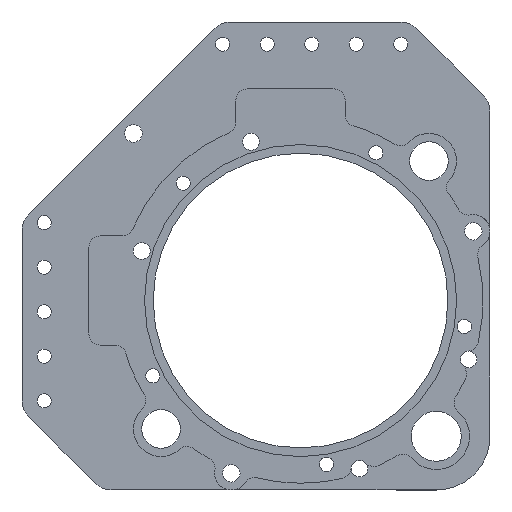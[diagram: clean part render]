
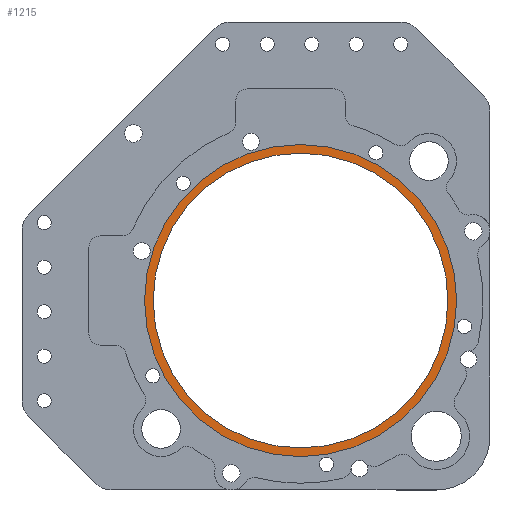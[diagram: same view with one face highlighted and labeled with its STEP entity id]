
A CAD part, front view. The second image highlights one B-rep face of the part: STEP entity #1215.
In plain terms, the highlighted planar face has unit normal (0, -1, 0).
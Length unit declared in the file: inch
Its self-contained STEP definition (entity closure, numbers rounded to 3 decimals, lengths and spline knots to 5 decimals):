
#90 = CARTESIAN_POINT ( 'NONE',  ( 0., 0.09252, 1.65354 ) ) ;
#164 = EDGE_CURVE ( 'NONE', #3481, #4015, #1821, .T. ) ;
#302 = AXIS2_PLACEMENT_3D ( 'NONE', #496, #6965, #4278 ) ;
#425 = CARTESIAN_POINT ( 'NONE',  ( 0., 0.09252, -1.65354 ) ) ;
#496 = CARTESIAN_POINT ( 'NONE',  ( 0., 0.09252, 0. ) ) ;
#577 = DIRECTION ( 'NONE',  ( 0., -1., 0. ) ) ;
#767 = EDGE_LOOP ( 'NONE', ( #2299, #2824 ) ) ;
#960 = ORIENTED_EDGE ( 'NONE', *, *, #2670, .F. ) ;
#1106 = CARTESIAN_POINT ( 'NONE',  ( 0., 0.09252, -1.7505 ) ) ;
#1116 = VERTEX_POINT ( 'NONE', #425 ) ;
#1215 = ADVANCED_FACE ( 'NONE', ( #2041, #1429 ), #5764, .T. ) ;
#1429 = FACE_OUTER_BOUND ( 'NONE', #767, .T. ) ;
#1629 = AXIS2_PLACEMENT_3D ( 'NONE', #5508, #577, #6323 ) ;
#1632 = DIRECTION ( 'NONE',  ( 0., 0., -1. ) ) ;
#1821 = CIRCLE ( 'NONE', #4407, 1.7505 ) ;
#2041 = FACE_BOUND ( 'NONE', #3023, .T. ) ;
#2299 = ORIENTED_EDGE ( 'NONE', *, *, #164, .T. ) ;
#2557 = DIRECTION ( 'NONE',  ( 0., 0., -1. ) ) ;
#2670 = EDGE_CURVE ( 'NONE', #1116, #3699, #5120, .T. ) ;
#2824 = ORIENTED_EDGE ( 'NONE', *, *, #5012, .T. ) ;
#2963 = AXIS2_PLACEMENT_3D ( 'NONE', #4211, #5298, #2557 ) ;
#2965 = ORIENTED_EDGE ( 'NONE', *, *, #4963, .F. ) ;
#3023 = EDGE_LOOP ( 'NONE', ( #960, #2965 ) ) ;
#3025 = CIRCLE ( 'NONE', #6061, 1.65354 ) ;
#3481 = VERTEX_POINT ( 'NONE', #1106 ) ;
#3518 = CARTESIAN_POINT ( 'NONE',  ( 0., 0.09252, 0. ) ) ;
#3555 = DIRECTION ( 'NONE',  ( 0., 0., -1. ) ) ;
#3699 = VERTEX_POINT ( 'NONE', #90 ) ;
#4015 = VERTEX_POINT ( 'NONE', #4728 ) ;
#4211 = CARTESIAN_POINT ( 'NONE',  ( 0., 0.09252, 0. ) ) ;
#4278 = DIRECTION ( 'NONE',  ( 0., 0., -1. ) ) ;
#4407 = AXIS2_PLACEMENT_3D ( 'NONE', #3518, #5648, #3555 ) ;
#4728 = CARTESIAN_POINT ( 'NONE',  ( 0., 0.09252, 1.7505 ) ) ;
#4780 = DIRECTION ( 'NONE',  ( 0., -1., 0. ) ) ;
#4913 = CARTESIAN_POINT ( 'NONE',  ( 0., 0.09252, 0. ) ) ;
#4963 = EDGE_CURVE ( 'NONE', #3699, #1116, #3025, .T. ) ;
#5012 = EDGE_CURVE ( 'NONE', #4015, #3481, #5716, .T. ) ;
#5120 = CIRCLE ( 'NONE', #1629, 1.65354 ) ;
#5298 = DIRECTION ( 'NONE',  ( 0., -1., 0. ) ) ;
#5508 = CARTESIAN_POINT ( 'NONE',  ( 0., 0.09252, 0. ) ) ;
#5648 = DIRECTION ( 'NONE',  ( 0., -1., 0. ) ) ;
#5716 = CIRCLE ( 'NONE', #302, 1.7505 ) ;
#5764 = PLANE ( 'NONE',  #2963 ) ;
#6061 = AXIS2_PLACEMENT_3D ( 'NONE', #4913, #4780, #1632 ) ;
#6323 = DIRECTION ( 'NONE',  ( 0., 0., -1. ) ) ;
#6965 = DIRECTION ( 'NONE',  ( 0., -1., 0. ) ) ;
